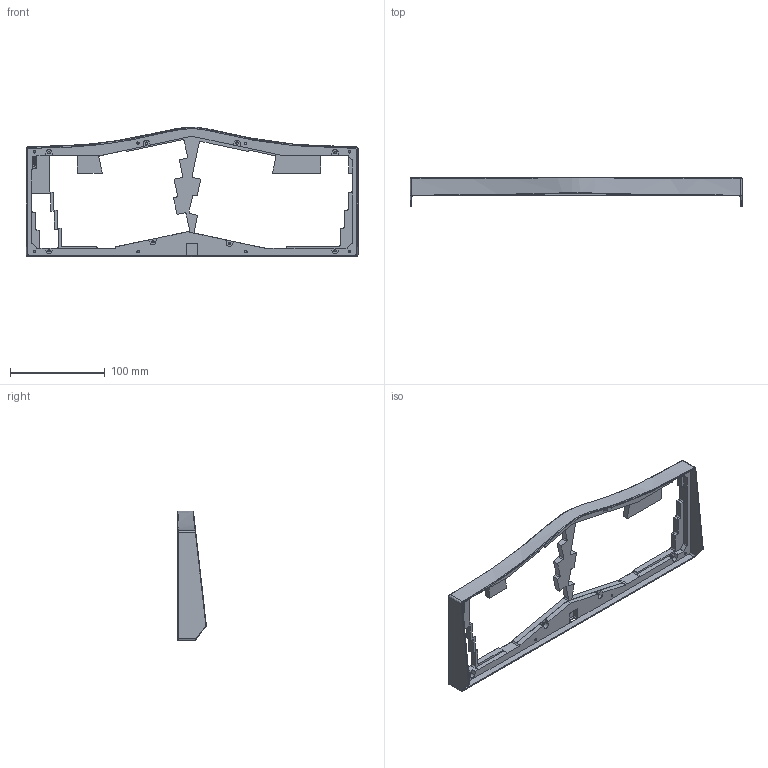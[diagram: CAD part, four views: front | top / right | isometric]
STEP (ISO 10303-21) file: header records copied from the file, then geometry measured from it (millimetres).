
FILE_DESCRIPTION(/* description */ (''),/* implementation_level */ '2;1');
FILE_NAME(/* name */ 'case-top.step',/* time_stamp */ '2022-01-30T23:21:49+09:00',/* author */ (''),/* organization */ (''),/* preprocessor_version */ 'ST-DEVELOPER v18.1',/* originating_system */ 'Autodesk Translation Framework v10.10.0.1391',/* authorisation */ '');
FILE_SCHEMA (('AUTOMOTIVE_DESIGN { 1 0 10303 214 3 1 1 }'));
Length unit declared in the file: millimetre
Products named in the file (1): Lorina
Bounding box: 351.29 x 30.44 x 137 mm (x, y, z)
Volume: 159248.8 mm3; surface area: 69974.1 mm2
Topology: 1 solids, 1 shells, 425 faces, 1108 edges, 686 vertices
Faces by surface type: plane 227, cylinder 112, cone 64, bspline 22
Full cylindrical faces by diameter (mm): 1 x3, 2.529 x16, 4.001 x2
Entity records: 13968 total; most frequent: CARTESIAN_POINT 3566, ORIENTED_EDGE 2184, DIRECTION 2116, EDGE_CURVE 1092, LINE 732, VECTOR 732, AXIS2_PLACEMENT_3D 692, VERTEX_POINT 686
